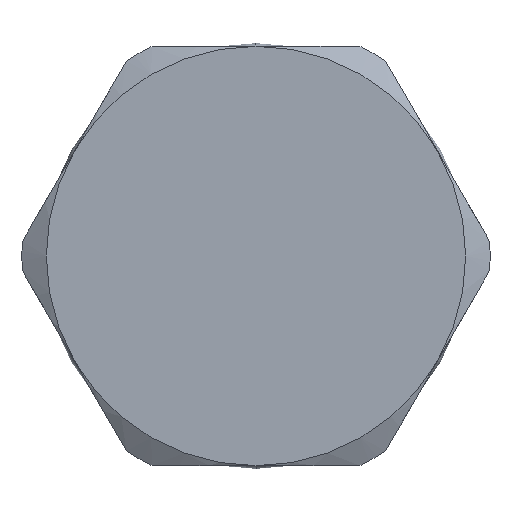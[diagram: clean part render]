
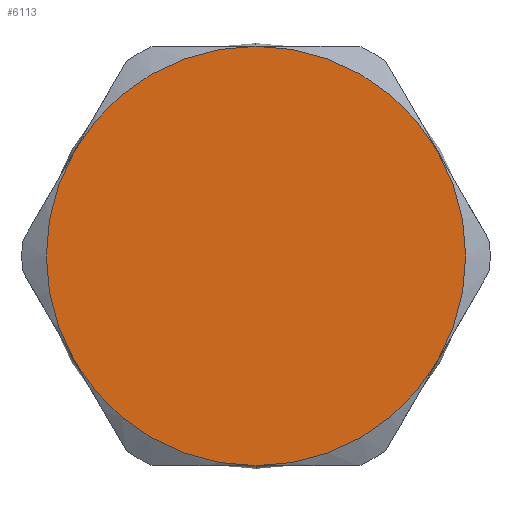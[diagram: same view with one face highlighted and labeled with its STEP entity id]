
A CAD part, left-side view. The second image highlights one B-rep face of the part: STEP entity #6113.
In plain terms, the highlighted planar face has unit normal (-1, 0, 0).
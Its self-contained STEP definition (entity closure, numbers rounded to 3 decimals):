
#13 = VERTEX_POINT ( 'NONE', #4269 ) ;
#2092 = CIRCLE ( 'NONE', #2863, 11.11 ) ;
#2107 = CIRCLE ( 'NONE', #2851, 11.11 ) ;
#2109 = CIRCLE ( 'NONE', #2852, 11.11 ) ;
#2111 = CIRCLE ( 'NONE', #2840, 11.11 ) ;
#2119 = CIRCLE ( 'NONE', #2854, 11.11 ) ;
#2235 = CIRCLE ( 'NONE', #2837, 11.11 ) ;
#2837 = AXIS2_PLACEMENT_3D ( 'NONE', #5156, #5157, #5158 ) ;
#2840 = AXIS2_PLACEMENT_3D ( 'NONE', #5554, #5555, #5556 ) ;
#2851 = AXIS2_PLACEMENT_3D ( 'NONE', #5563, #5564, #5565 ) ;
#2852 = AXIS2_PLACEMENT_3D ( 'NONE', #5557, #5558, #5559 ) ;
#2854 = AXIS2_PLACEMENT_3D ( 'NONE', #5560, #5561, #5562 ) ;
#2863 = AXIS2_PLACEMENT_3D ( 'NONE', #5586, #5587, #5588 ) ;
#3448 = DIRECTION ( 'NONE',  ( 0., 0., -1. ) ) ;
#3451 = DIRECTION ( 'NONE',  ( 1., 0., 0. ) ) ;
#3452 = PLANE ( 'NONE',  #7179 ) ;
#3458 = CARTESIAN_POINT ( 'NONE',  ( 0., 12.4, 0. ) ) ;
#4269 = CARTESIAN_POINT ( 'NONE',  ( 0., 9.622, -5.555 ) ) ;
#4623 = FACE_OUTER_BOUND ( 'NONE', #6594, .T. ) ;
#4651 = ORIENTED_EDGE ( 'NONE', *, *, #7678, .T. ) ;
#4661 = ORIENTED_EDGE ( 'NONE', *, *, #7686, .T. ) ;
#4662 = ORIENTED_EDGE ( 'NONE', *, *, #7611, .T. ) ;
#4663 = ORIENTED_EDGE ( 'NONE', *, *, #7677, .T. ) ;
#4666 = ORIENTED_EDGE ( 'NONE', *, *, #7675, .T. ) ;
#4667 = ORIENTED_EDGE ( 'NONE', *, *, #7676, .T. ) ;
#5156 = CARTESIAN_POINT ( 'NONE',  ( 0., 0., 0. ) ) ;
#5157 = DIRECTION ( 'NONE',  ( -1., 0., 0. ) ) ;
#5158 = DIRECTION ( 'NONE',  ( 0., 0., 1. ) ) ;
#5554 = CARTESIAN_POINT ( 'NONE',  ( 0., 0., 0. ) ) ;
#5555 = DIRECTION ( 'NONE',  ( -1., 0., 0. ) ) ;
#5556 = DIRECTION ( 'NONE',  ( 0., 0., 1. ) ) ;
#5557 = CARTESIAN_POINT ( 'NONE',  ( 0., 0., 0. ) ) ;
#5558 = DIRECTION ( 'NONE',  ( -1., 0., 0. ) ) ;
#5559 = DIRECTION ( 'NONE',  ( 0., 0., 1. ) ) ;
#5560 = CARTESIAN_POINT ( 'NONE',  ( 0., 0., 0. ) ) ;
#5561 = DIRECTION ( 'NONE',  ( -1., 0., 0. ) ) ;
#5562 = DIRECTION ( 'NONE',  ( 0., 0., 1. ) ) ;
#5563 = CARTESIAN_POINT ( 'NONE',  ( 0., 0., 0. ) ) ;
#5564 = DIRECTION ( 'NONE',  ( -1., 0., 0. ) ) ;
#5565 = DIRECTION ( 'NONE',  ( 0., 0., 1. ) ) ;
#5586 = CARTESIAN_POINT ( 'NONE',  ( 0., 0., 0. ) ) ;
#5587 = DIRECTION ( 'NONE',  ( -1., 0., 0. ) ) ;
#5588 = DIRECTION ( 'NONE',  ( 0., 0., 1. ) ) ;
#5836 = CARTESIAN_POINT ( 'NONE',  ( 0., 0., 11.11 ) ) ;
#5847 = CARTESIAN_POINT ( 'NONE',  ( 0., -9.622, 5.555 ) ) ;
#5851 = CARTESIAN_POINT ( 'NONE',  ( 0., -9.622, -5.555 ) ) ;
#5867 = CARTESIAN_POINT ( 'NONE',  ( 0., 9.622, 5.555 ) ) ;
#5894 = CARTESIAN_POINT ( 'NONE',  ( 0., 0., -11.11 ) ) ;
#6113 = ADVANCED_FACE ( 'NONE', ( #4623 ), #3452, .F. ) ;
#6594 = EDGE_LOOP ( 'NONE', ( #4667, #4666, #4663, #4662, #4661, #4651 ) ) ;
#7179 = AXIS2_PLACEMENT_3D ( 'NONE', #3458, #3451, #3448 ) ;
#7611 = EDGE_CURVE ( 'NONE', #7747, #7732, #2235, .T. ) ;
#7675 = EDGE_CURVE ( 'NONE', #7799, #7751, #2111, .T. ) ;
#7676 = EDGE_CURVE ( 'NONE', #13, #7799, #2109, .T. ) ;
#7677 = EDGE_CURVE ( 'NONE', #7751, #7747, #2119, .T. ) ;
#7678 = EDGE_CURVE ( 'NONE', #7769, #13, #2107, .T. ) ;
#7686 = EDGE_CURVE ( 'NONE', #7732, #7769, #2092, .T. ) ;
#7732 = VERTEX_POINT ( 'NONE', #5836 ) ;
#7747 = VERTEX_POINT ( 'NONE', #5847 ) ;
#7751 = VERTEX_POINT ( 'NONE', #5851 ) ;
#7769 = VERTEX_POINT ( 'NONE', #5867 ) ;
#7799 = VERTEX_POINT ( 'NONE', #5894 ) ;
